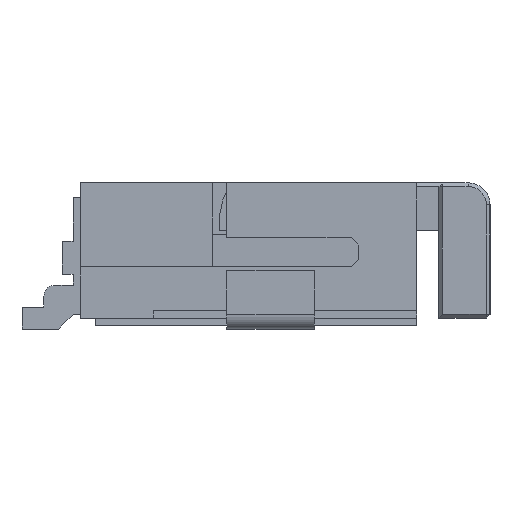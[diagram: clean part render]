
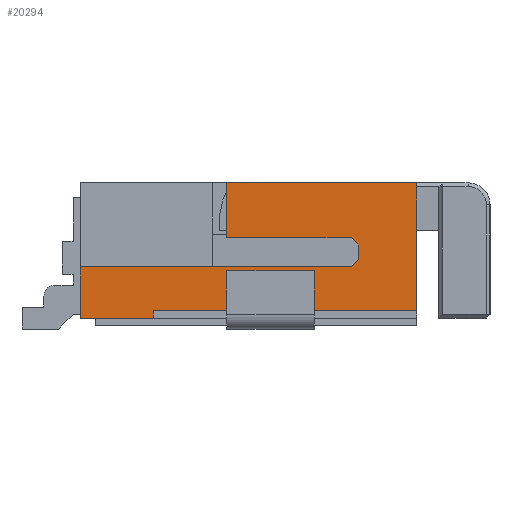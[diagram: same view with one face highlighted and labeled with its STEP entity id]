
A CAD part, left-side view. The second image highlights one B-rep face of the part: STEP entity #20294.
In plain terms, the highlighted planar face has unit normal (-1, 0, 0).
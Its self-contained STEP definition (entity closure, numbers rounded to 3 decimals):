
#597=FACE_OUTER_BOUND('',#1663,.T.);
#1663=EDGE_LOOP('',(#15410,#15411,#15412,#15413,#15414,#15415,#15416,#15417,
#15418,#15419,#15420,#15421));
#3614=LINE('',#29743,#6442);
#3619=LINE('',#29752,#6447);
#3623=LINE('',#29761,#6451);
#3627=LINE('',#29768,#6455);
#3628=LINE('',#29772,#6456);
#3631=LINE('',#29777,#6459);
#3633=LINE('',#29780,#6461);
#3634=LINE('',#29783,#6462);
#3636=LINE('',#29787,#6464);
#3663=LINE('',#29840,#6491);
#3790=LINE('',#30091,#6618);
#3791=LINE('',#30093,#6619);
#6442=VECTOR('',#24186,0.1);
#6447=VECTOR('',#24193,3.6);
#6451=VECTOR('',#24201,0.141);
#6455=VECTOR('',#24207,3.7);
#6456=VECTOR('',#24210,0.141);
#6459=VECTOR('',#24215,1.7);
#6461=VECTOR('',#24219,0.2);
#6462=VECTOR('',#24222,0.75);
#6464=VECTOR('',#24226,2.6);
#6491=VECTOR('',#24273,1.75);
#6618=VECTOR('',#24432,0.7);
#6619=VECTOR('',#24435,1.);
#8882=VERTEX_POINT('',#29739);
#8884=VERTEX_POINT('',#29742);
#8887=VERTEX_POINT('',#29750);
#8889=VERTEX_POINT('',#29758);
#8890=VERTEX_POINT('',#29760);
#8892=VERTEX_POINT('',#29766);
#8893=VERTEX_POINT('',#29770);
#8894=VERTEX_POINT('',#29771);
#8895=VERTEX_POINT('',#29776);
#8896=VERTEX_POINT('',#29782);
#8897=VERTEX_POINT('',#29786);
#9021=VERTEX_POINT('',#30089);
#11204=EDGE_CURVE('',#8884,#8882,#3614,.T.);
#11209=EDGE_CURVE('',#8882,#8887,#3619,.T.);
#11213=EDGE_CURVE('',#8889,#8890,#3623,.T.);
#11217=EDGE_CURVE('',#8892,#8889,#3627,.T.);
#11218=EDGE_CURVE('',#8893,#8894,#3628,.T.);
#11221=EDGE_CURVE('',#8894,#8895,#3631,.T.);
#11223=EDGE_CURVE('',#8890,#8893,#3633,.T.);
#11224=EDGE_CURVE('',#8895,#8896,#3634,.T.);
#11226=EDGE_CURVE('',#8896,#8897,#3636,.T.);
#11253=EDGE_CURVE('',#8887,#8897,#3663,.T.);
#11380=EDGE_CURVE('',#9021,#8892,#3790,.T.);
#11381=EDGE_CURVE('',#9021,#8884,#3791,.T.);
#15410=ORIENTED_EDGE('',*,*,#11253,.T.);
#15411=ORIENTED_EDGE('',*,*,#11226,.F.);
#15412=ORIENTED_EDGE('',*,*,#11224,.F.);
#15413=ORIENTED_EDGE('',*,*,#11221,.F.);
#15414=ORIENTED_EDGE('',*,*,#11218,.F.);
#15415=ORIENTED_EDGE('',*,*,#11223,.F.);
#15416=ORIENTED_EDGE('',*,*,#11213,.F.);
#15417=ORIENTED_EDGE('',*,*,#11217,.F.);
#15418=ORIENTED_EDGE('',*,*,#11380,.F.);
#15419=ORIENTED_EDGE('',*,*,#11381,.T.);
#15420=ORIENTED_EDGE('',*,*,#11204,.T.);
#15421=ORIENTED_EDGE('',*,*,#11209,.T.);
#18916=PLANE('',#21335);
#20294=ADVANCED_FACE('',(#597),#18916,.T.);
#21335=AXIS2_PLACEMENT_3D('',#30092,#24433,#24434);
#24186=DIRECTION('',(0.,0.,1.));
#24193=DIRECTION('',(0.,-1.,0.));
#24201=DIRECTION('',(0.,-0.707,0.707));
#24207=DIRECTION('',(0.,-1.,0.));
#24210=DIRECTION('',(0.,0.707,0.707));
#24215=DIRECTION('',(0.,1.,0.));
#24219=DIRECTION('',(0.,0.,1.));
#24222=DIRECTION('',(0.,0.,1.));
#24226=DIRECTION('',(0.,-1.,0.));
#24273=DIRECTION('',(0.,0.,1.));
#24432=DIRECTION('',(0.,0.,1.));
#24433=DIRECTION('center_axis',(-1.,0.,0.));
#24434=DIRECTION('ref_axis',(0.,0.,-1.));
#24435=DIRECTION('',(0.,-1.,0.));
#29739=CARTESIAN_POINT('',(-7.05,0.3,0.25));
#29742=CARTESIAN_POINT('',(-7.05,0.3,0.15));
#29743=CARTESIAN_POINT('',(-7.05,0.3,0.25));
#29750=CARTESIAN_POINT('',(-7.05,-3.3,0.25));
#29752=CARTESIAN_POINT('',(-7.05,1.3,0.25));
#29758=CARTESIAN_POINT('',(-7.05,-2.4,0.85));
#29760=CARTESIAN_POINT('',(-7.05,-2.5,0.95));
#29761=CARTESIAN_POINT('',(-7.05,-1.5,-0.05));
#29766=CARTESIAN_POINT('',(-7.05,1.3,0.85));
#29768=CARTESIAN_POINT('',(-7.05,1.3,0.85));
#29770=CARTESIAN_POINT('',(-7.05,-2.5,1.15));
#29771=CARTESIAN_POINT('',(-7.05,-2.4,1.25));
#29772=CARTESIAN_POINT('',(-7.05,-1.6,2.05));
#29776=CARTESIAN_POINT('',(-7.05,-0.7,1.25));
#29777=CARTESIAN_POINT('',(-7.05,-2.5,1.25));
#29780=CARTESIAN_POINT('',(-7.05,-2.5,0.85));
#29782=CARTESIAN_POINT('',(-7.05,-0.7,2.));
#29783=CARTESIAN_POINT('',(-7.05,-0.7,1.25));
#29786=CARTESIAN_POINT('',(-7.05,-3.3,2.));
#29787=CARTESIAN_POINT('',(-7.05,-0.7,2.));
#29840=CARTESIAN_POINT('',(-7.05,-3.3,0.963));
#30089=CARTESIAN_POINT('',(-7.05,1.3,0.15));
#30091=CARTESIAN_POINT('',(-7.05,1.3,0.25));
#30092=CARTESIAN_POINT('Origin',(-7.05,1.3,0.85));
#30093=CARTESIAN_POINT('',(-7.05,1.3,0.15));
